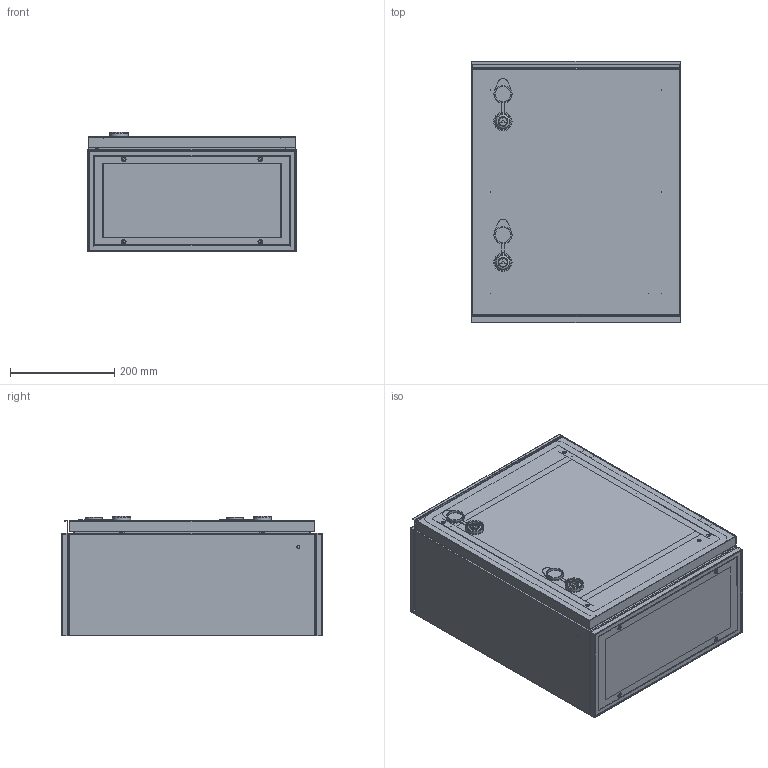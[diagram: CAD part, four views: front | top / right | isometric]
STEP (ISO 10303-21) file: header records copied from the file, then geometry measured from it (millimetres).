
FILE_DESCRIPTION (( 'STEP AP203' ), '1' );
FILE_NAME ('YKM40-02-65 Êîðïóñ ìåòàëëè÷åñêèé ÙÌÏ-2-0 74 Ó1 IP65 GARANT.STEP', '2016-08-30T08:05:40', ( '' ), ( '' ), 'SwSTEP 2.0', 'SolidWorks 2014', '' );
FILE_SCHEMA (( 'CONFIG_CONTROL_DESIGN' ));
Length unit declared in the file: millimetre
Products named in the file (1): YKM40-02-65 Êîðïóñ ìåòàëëè÷åñêèé ÙÌÏ-2-0 74 Ó1 IP65 GARANT
Bounding box: 400 x 500 x 229 mm (x, y, z)
Volume: 1497493.9 mm3; surface area: 2439361.3 mm2
Topology: 7 solids, 13 shells, 1551 faces, 3925 edges, 2552 vertices
Faces by surface type: plane 936, cylinder 379, bspline 166, cone 70
Full cylindrical faces by diameter (mm): 1 x15, 3.6 x60, 4 x8, 4.2 x2, 4.3 x2, 5.2 x64, 5.5 x4, 6 x21, 6.5 x36, 7.5 x13, 8 x4, 9 x8, 10 x4, 14.2 x4, 16 x2, 30 x2, 32 x2, 33 x2, 35 x2
Entity records: 57685 total; most frequent: CARTESIAN_POINT 23288, ORIENTED_EDGE 6676, DIRECTION 6446, EDGE_CURVE 3338, EDGE_LOOP 2488, VERTEX_POINT 2382, AXIS2_PLACEMENT_3D 2172, VECTOR 2102
